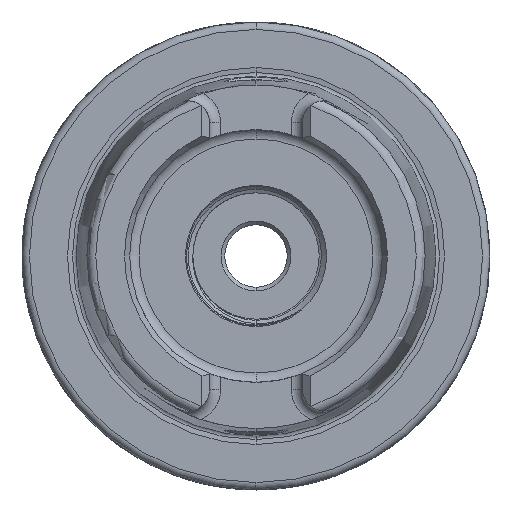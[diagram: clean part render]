
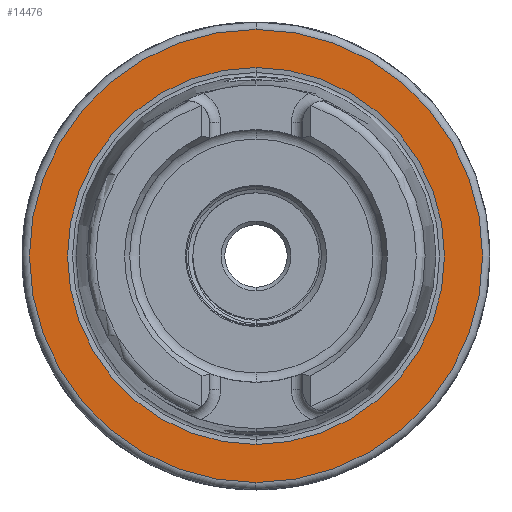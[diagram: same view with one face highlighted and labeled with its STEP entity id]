
A CAD part, left-side view. The second image highlights one B-rep face of the part: STEP entity #14476.
In plain terms, the highlighted planar face has unit normal (-1, 0, 0).
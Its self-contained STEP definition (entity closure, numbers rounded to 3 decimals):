
#397 = EDGE_CURVE ( 'NONE', #12893, #12892, #10036, .T. ) ;
#412 = EDGE_CURVE ( 'NONE', #12905, #12904, #10040, .T. ) ;
#5119 = CARTESIAN_POINT ( 'NONE',  ( 0., 0., 0. ) ) ;
#5120 = DIRECTION ( 'NONE',  ( 1., 0., 0. ) ) ;
#5121 = DIRECTION ( 'NONE',  ( 0., 0., -1. ) ) ;
#6157 = CARTESIAN_POINT ( 'NONE',  ( 0., 0., 0. ) ) ;
#6158 = DIRECTION ( 'NONE',  ( -1., 0., 0. ) ) ;
#6159 = DIRECTION ( 'NONE',  ( 0., 0., 1. ) ) ;
#9130 = ORIENTED_EDGE ( 'NONE', *, *, #397, .T. ) ;
#9131 = ORIENTED_EDGE ( 'NONE', *, *, #14495, .T. ) ;
#9132 = ORIENTED_EDGE ( 'NONE', *, *, #14494, .T. ) ;
#9133 = ORIENTED_EDGE ( 'NONE', *, *, #412, .T. ) ;
#9858 = AXIS2_PLACEMENT_3D ( 'NONE', #6157, #6158, #6159 ) ;
#9860 = AXIS2_PLACEMENT_3D ( 'NONE', #5119, #5120, #5121 ) ;
#10036 = CIRCLE ( 'NONE', #9858, 30.5 ) ;
#10040 = CIRCLE ( 'NONE', #9860, 25.369 ) ;
#10186 = CIRCLE ( 'NONE', #10680, 25.369 ) ;
#10187 = CIRCLE ( 'NONE', #10679, 30.5 ) ;
#10666 = FACE_OUTER_BOUND ( 'NONE', #12498, .T. ) ;
#10669 = FACE_BOUND ( 'NONE', #12499, .T. ) ;
#10671 = AXIS2_PLACEMENT_3D ( 'NONE', #13991, #13992, #13993 ) ;
#10679 = AXIS2_PLACEMENT_3D ( 'NONE', #20944, #20945, #20946 ) ;
#10680 = AXIS2_PLACEMENT_3D ( 'NONE', #20941, #20942, #20943 ) ;
#12498 = EDGE_LOOP ( 'NONE', ( #9130, #9131 ) ) ;
#12499 = EDGE_LOOP ( 'NONE', ( #9133, #9132 ) ) ;
#12892 = VERTEX_POINT ( 'NONE', #13573 ) ;
#12893 = VERTEX_POINT ( 'NONE', #13574 ) ;
#12904 = VERTEX_POINT ( 'NONE', #13585 ) ;
#12905 = VERTEX_POINT ( 'NONE', #13586 ) ;
#13573 = CARTESIAN_POINT ( 'NONE',  ( 0., 0., -30.5 ) ) ;
#13574 = CARTESIAN_POINT ( 'NONE',  ( 0., 0., 30.5 ) ) ;
#13585 = CARTESIAN_POINT ( 'NONE',  ( 0., 0., -25.369 ) ) ;
#13586 = CARTESIAN_POINT ( 'NONE',  ( 0., 0., 25.369 ) ) ;
#13990 = PLANE ( 'NONE',  #10671 ) ;
#13991 = CARTESIAN_POINT ( 'NONE',  ( 0., 25.369, 0. ) ) ;
#13992 = DIRECTION ( 'NONE',  ( -1., 0., 0. ) ) ;
#13993 = DIRECTION ( 'NONE',  ( 0., 0., 1. ) ) ;
#14476 = ADVANCED_FACE ( 'NONE', ( #10666, #10669 ), #13990, .T. ) ;
#14494 = EDGE_CURVE ( 'NONE', #12904, #12905, #10186, .T. ) ;
#14495 = EDGE_CURVE ( 'NONE', #12892, #12893, #10187, .T. ) ;
#20941 = CARTESIAN_POINT ( 'NONE',  ( 0., 0., 0. ) ) ;
#20942 = DIRECTION ( 'NONE',  ( 1., 0., 0. ) ) ;
#20943 = DIRECTION ( 'NONE',  ( 0., 0., -1. ) ) ;
#20944 = CARTESIAN_POINT ( 'NONE',  ( 0., 0., 0. ) ) ;
#20945 = DIRECTION ( 'NONE',  ( -1., 0., 0. ) ) ;
#20946 = DIRECTION ( 'NONE',  ( 0., 0., 1. ) ) ;
